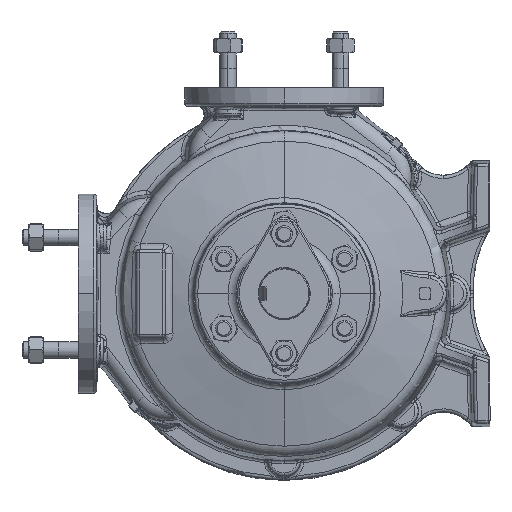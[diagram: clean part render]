
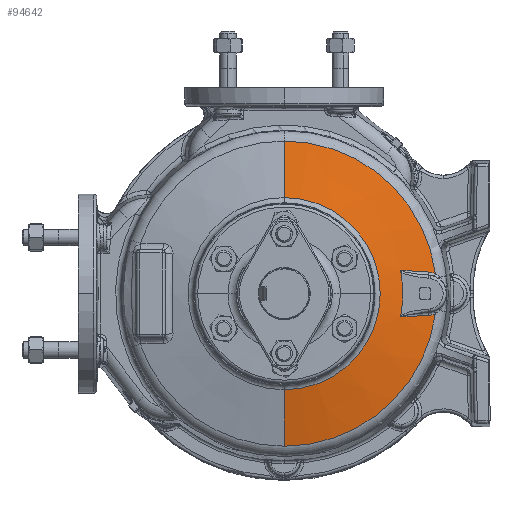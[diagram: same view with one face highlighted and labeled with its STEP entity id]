
A CAD part, left-side view. The second image highlights one B-rep face of the part: STEP entity #94642.
In plain terms, the highlighted conical face has half-angle 77.464 degrees and reference radius 155.545 mm.
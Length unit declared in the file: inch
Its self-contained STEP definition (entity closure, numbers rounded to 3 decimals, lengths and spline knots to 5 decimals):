
#1919 = B_SPLINE_CURVE_WITH_KNOTS ( 'NONE', 3,
 ( #132147, #59216, #121586, #69763, #7293, #80289, #17769, #90725 ),
 .UNSPECIFIED., .F., .F.,
 ( 4, 2, 2, 4 ),
 ( 0., 0.00056, 0.00084, 0.00112 ),
 .UNSPECIFIED. ) ;
#3864 = CARTESIAN_POINT ( 'NONE',  ( -6.499, -5.65162, -0.77108 ) ) ;
#5157 = EDGE_CURVE ( 'NONE', #47341, #76569, #1919, .T. ) ;
#6894 = DIRECTION ( 'NONE',  ( 1., 0., 0. ) ) ;
#7015 = AXIS2_PLACEMENT_3D ( 'NONE', #69345, #6894, #79879 ) ;
#7293 = CARTESIAN_POINT ( 'NONE',  ( -6.77225, -4.39113, 0.86258 ) ) ;
#7305 = VERTEX_POINT ( 'NONE', #47660 ) ;
#9951 = CARTESIAN_POINT ( 'NONE',  ( -6.77051, -4.39641, 0.87621 ) ) ;
#11497 = DIRECTION ( 'NONE',  ( 1., 0., 0. ) ) ;
#15261 = DIRECTION ( 'NONE',  ( 0.217, 0., 0.976 ) ) ;
#16496 = DIRECTION ( 'NONE',  ( -1., 0., 0. ) ) ;
#17769 = CARTESIAN_POINT ( 'NONE',  ( -6.77105, -4.39455, 0.8731 ) ) ;
#19805 = VERTEX_POINT ( 'NONE', #51745 ) ;
#20429 = VECTOR ( 'NONE', #15261, 39.37008 ) ;
#21678 = VERTEX_POINT ( 'NONE', #33772 ) ;
#23661 = CARTESIAN_POINT ( 'NONE',  ( -6.40564, 0., 0. ) ) ;
#23863 = EDGE_CURVE ( 'NONE', #80171, #100200, #97581, .T. ) ;
#25236 = EDGE_CURVE ( 'NONE', #76569, #53310, #61762, .T. ) ;
#25622 = ORIENTED_EDGE ( 'NONE', *, *, #23863, .T. ) ;
#26631 = CARTESIAN_POINT ( 'NONE',  ( -6.77051, -4.39641, -0.87621 ) ) ;
#28842 = CARTESIAN_POINT ( 'NONE',  ( -6.54719, -5.42634, 0.81519 ) ) ;
#31654 = CARTESIAN_POINT ( 'NONE',  ( -6.96285, 0., -3.61783 ) ) ;
#32726 = CARTESIAN_POINT ( 'NONE',  ( -6.49003, 0., 5.74428 ) ) ;
#33494 = CONICAL_SURFACE ( 'NONE', #65673, 6.12382, 1.352 ) ;
#33772 = CARTESIAN_POINT ( 'NONE',  ( -6.77337, -4.39165, -0.83333 ) ) ;
#35082 = VECTOR ( 'NONE', #129267, 39.37008 ) ;
#35220 = CARTESIAN_POINT ( 'NONE',  ( -6.52729, -5.51823, -0.80582 ) ) ;
#36773 = FACE_OUTER_BOUND ( 'NONE', #41992, .T. ) ;
#39214 = CARTESIAN_POINT ( 'NONE',  ( -6.77051, -4.39641, 0.87621 ) ) ;
#40648 = CARTESIAN_POINT ( 'NONE',  ( -6.52729, -5.51823, 0.80582 ) ) ;
#41041 = CARTESIAN_POINT ( 'NONE',  ( -6.6965, -4.73982, -0.85597 ) ) ;
#41385 = CARTESIAN_POINT ( 'NONE',  ( -6.62198, -5.08311, 0.83561 ) ) ;
#41798 = ORIENTED_EDGE ( 'NONE', *, *, #108130, .F. ) ;
#41992 = EDGE_LOOP ( 'NONE', ( #89843, #81472, #76168, #111830, #81951, #128740, #75208, #41798, #115089, #116842, #63174, #25622 ) ) ;
#42787 = EDGE_CURVE ( 'NONE', #58892, #21678, #116897, .T. ) ;
#43322 = CARTESIAN_POINT ( 'NONE',  ( -6.49003, -5.6947, -0.75309 ) ) ;
#45506 = DIRECTION ( 'NONE',  ( -1., 0., 0. ) ) ;
#45546 = CIRCLE ( 'NONE', #7015, 3.61783 ) ;
#45728 = CARTESIAN_POINT ( 'NONE',  ( -6.54719, -5.42634, -0.81519 ) ) ;
#46647 = CARTESIAN_POINT ( 'NONE',  ( -6.77319, -4.38966, -0.8479 ) ) ;
#47341 = VERTEX_POINT ( 'NONE', #79453 ) ;
#47660 = CARTESIAN_POINT ( 'NONE',  ( -6.54719, -5.42634, -0.81519 ) ) ;
#48161 = LINE ( 'NONE', #88186, #20429 ) ;
#50396 = EDGE_CURVE ( 'NONE', #128723, #100200, #48161, .T. ) ;
#51147 = CARTESIAN_POINT ( 'NONE',  ( -6.499, -5.65162, 0.77108 ) ) ;
#51745 = CARTESIAN_POINT ( 'NONE',  ( -6.49003, 0., -5.74428 ) ) ;
#53310 = VERTEX_POINT ( 'NONE', #67633 ) ;
#54377 = CARTESIAN_POINT ( 'NONE',  ( -6.49003, -5.6947, 0.75309 ) ) ;
#57143 = CARTESIAN_POINT ( 'NONE',  ( -6.77337, -4.39165, -0.83333 ) ) ;
#58892 = VERTEX_POINT ( 'NONE', #26631 ) ;
#59216 = CARTESIAN_POINT ( 'NONE',  ( -6.77337, -4.39027, 0.84059 ) ) ;
#61762 = B_SPLINE_CURVE_WITH_KNOTS ( 'NONE', 3,
 ( #9951, #103836, #41385, #114231 ),
 .UNSPECIFIED., .F., .F.,
 ( 4, 4 ),
 ( 0.00035, 0.02716 ),
 .UNSPECIFIED. ) ;
#62686 = CARTESIAN_POINT ( 'NONE',  ( -6.96285, 0., 3.61783 ) ) ;
#63174 = ORIENTED_EDGE ( 'NONE', *, *, #126206, .T. ) ;
#65673 = AXIS2_PLACEMENT_3D ( 'NONE', #23661, #76189, #107109 ) ;
#66978 = CIRCLE ( 'NONE', #97112, 5.74428 ) ;
#67633 = CARTESIAN_POINT ( 'NONE',  ( -6.54719, -5.42634, 0.81519 ) ) ;
#67874 = B_SPLINE_CURVE_WITH_KNOTS ( 'NONE', 3,
 ( #72071, #134479, #41041, #113881 ),
 .UNSPECIFIED., .F., .F.,
 ( 4, 4 ),
 ( 0., 0.02681 ),
 .UNSPECIFIED. ) ;
#69345 = CARTESIAN_POINT ( 'NONE',  ( -6.96285, 0., 0. ) ) ;
#69763 = CARTESIAN_POINT ( 'NONE',  ( -6.77253, -4.39054, 0.85897 ) ) ;
#69838 = EDGE_CURVE ( 'NONE', #19805, #123568, #66978, .T. ) ;
#72071 = CARTESIAN_POINT ( 'NONE',  ( -6.54719, -5.42634, -0.81519 ) ) ;
#73981 = CARTESIAN_POINT ( 'NONE',  ( -6.77337, 0., 0. ) ) ;
#75208 = ORIENTED_EDGE ( 'NONE', *, *, #42787, .T. ) ;
#76168 = ORIENTED_EDGE ( 'NONE', *, *, #112633, .T. ) ;
#76189 = DIRECTION ( 'NONE',  ( 1., 0., 0. ) ) ;
#76569 = VERTEX_POINT ( 'NONE', #39214 ) ;
#76832 = CARTESIAN_POINT ( 'NONE',  ( -6.49003, -5.6947, -0.75309 ) ) ;
#78999 = CARTESIAN_POINT ( 'NONE',  ( -6.49003, 0., 0. ) ) ;
#79453 = CARTESIAN_POINT ( 'NONE',  ( -6.77337, -4.39165, 0.83333 ) ) ;
#79879 = DIRECTION ( 'NONE',  ( 0., 0., -1. ) ) ;
#80171 = VERTEX_POINT ( 'NONE', #54377 ) ;
#80289 = CARTESIAN_POINT ( 'NONE',  ( -6.77151, -4.39311, 0.86962 ) ) ;
#81472 = ORIENTED_EDGE ( 'NONE', *, *, #91763, .T. ) ;
#81951 = ORIENTED_EDGE ( 'NONE', *, *, #88448, .T. ) ;
#82240 = CARTESIAN_POINT ( 'NONE',  ( -6.53708, -5.4727, 0.81243 ) ) ;
#84484 = DIRECTION ( 'NONE',  ( 0., 0., -1. ) ) ;
#84678 = AXIS2_PLACEMENT_3D ( 'NONE', #73981, #11497, #84484 ) ;
#88180 = CARTESIAN_POINT ( 'NONE',  ( -6.77051, -4.39641, -0.87621 ) ) ;
#88186 = CARTESIAN_POINT ( 'NONE',  ( -6.40564, 0., 6.12382 ) ) ;
#88448 = EDGE_CURVE ( 'NONE', #123568, #7305, #92742, .T. ) ;
#89431 = DIRECTION ( 'NONE',  ( 0., 0., 1. ) ) ;
#89843 = ORIENTED_EDGE ( 'NONE', *, *, #50396, .F. ) ;
#90725 = CARTESIAN_POINT ( 'NONE',  ( -6.77051, -4.39641, 0.87621 ) ) ;
#91763 = EDGE_CURVE ( 'NONE', #128723, #97157, #45546, .T. ) ;
#92742 = B_SPLINE_CURVE_WITH_KNOTS ( 'NONE', 3,
 ( #76832, #3864, #97739, #35220, #108167, #45728 ),
 .UNSPECIFIED., .F., .F.,
 ( 4, 2, 4 ),
 ( 0., 0.00357, 0.00715 ),
 .UNSPECIFIED. ) ;
#93981 = B_SPLINE_CURVE_WITH_KNOTS ( 'NONE', 3,
 ( #28842, #82240, #40648, #113505, #51147, #123992 ),
 .UNSPECIFIED., .F., .F.,
 ( 4, 2, 4 ),
 ( 0., 0.00357, 0.00715 ),
 .UNSPECIFIED. ) ;
#94266 = EDGE_CURVE ( 'NONE', #7305, #58892, #67874, .T. ) ;
#94642 = ADVANCED_FACE ( 'NONE', ( #36773 ), #33494, .T. ) ;
#96328 = CIRCLE ( 'NONE', #84678, 4.47001 ) ;
#97112 = AXIS2_PLACEMENT_3D ( 'NONE', #107951, #45506, #118329 ) ;
#97157 = VERTEX_POINT ( 'NONE', #31654 ) ;
#97581 = CIRCLE ( 'NONE', #128029, 5.74428 ) ;
#97739 = CARTESIAN_POINT ( 'NONE',  ( -6.50825, -5.60769, -0.78514 ) ) ;
#98210 = CARTESIAN_POINT ( 'NONE',  ( -6.7716, -4.39266, -0.86996 ) ) ;
#100200 = VERTEX_POINT ( 'NONE', #32726 ) ;
#103836 = CARTESIAN_POINT ( 'NONE',  ( -6.6965, -4.73982, 0.85597 ) ) ;
#107109 = DIRECTION ( 'NONE',  ( 0., 0., -1. ) ) ;
#107951 = CARTESIAN_POINT ( 'NONE',  ( -6.49003, 0., 0. ) ) ;
#108130 = EDGE_CURVE ( 'NONE', #47341, #21678, #96328, .T. ) ;
#108167 = CARTESIAN_POINT ( 'NONE',  ( -6.53708, -5.4727, -0.81243 ) ) ;
#109101 = CARTESIAN_POINT ( 'NONE',  ( -6.77232, -4.39081, -0.86251 ) ) ;
#109249 = CARTESIAN_POINT ( 'NONE',  ( -6.40564, 0., -6.12382 ) ) ;
#111830 = ORIENTED_EDGE ( 'NONE', *, *, #69838, .T. ) ;
#112633 = EDGE_CURVE ( 'NONE', #97157, #19805, #114921, .T. ) ;
#113505 = CARTESIAN_POINT ( 'NONE',  ( -6.50825, -5.60769, 0.78514 ) ) ;
#113881 = CARTESIAN_POINT ( 'NONE',  ( -6.77051, -4.39641, -0.87621 ) ) ;
#114231 = CARTESIAN_POINT ( 'NONE',  ( -6.54719, -5.42634, 0.81519 ) ) ;
#114921 = LINE ( 'NONE', #109249, #35082 ) ;
#115089 = ORIENTED_EDGE ( 'NONE', *, *, #5157, .T. ) ;
#116842 = ORIENTED_EDGE ( 'NONE', *, *, #25236, .T. ) ;
#116897 = B_SPLINE_CURVE_WITH_KNOTS ( 'NONE', 3,
 ( #88180, #98210, #109101, #46647, #119466, #57143 ),
 .UNSPECIFIED., .F., .F.,
 ( 4, 2, 4 ),
 ( -0.00001, 0.00055, 0.00111 ),
 .UNSPECIFIED. ) ;
#118329 = DIRECTION ( 'NONE',  ( 0., 0., 1. ) ) ;
#119466 = CARTESIAN_POINT ( 'NONE',  ( -6.77337, -4.39027, -0.84061 ) ) ;
#121586 = CARTESIAN_POINT ( 'NONE',  ( -6.77319, -4.38966, 0.84795 ) ) ;
#123568 = VERTEX_POINT ( 'NONE', #43322 ) ;
#123992 = CARTESIAN_POINT ( 'NONE',  ( -6.49003, -5.6947, 0.75309 ) ) ;
#126206 = EDGE_CURVE ( 'NONE', #53310, #80171, #93981, .T. ) ;
#128029 = AXIS2_PLACEMENT_3D ( 'NONE', #78999, #16496, #89431 ) ;
#128723 = VERTEX_POINT ( 'NONE', #62686 ) ;
#128740 = ORIENTED_EDGE ( 'NONE', *, *, #94266, .T. ) ;
#129267 = DIRECTION ( 'NONE',  ( 0.217, 0., -0.976 ) ) ;
#132147 = CARTESIAN_POINT ( 'NONE',  ( -6.77337, -4.39165, 0.83333 ) ) ;
#134479 = CARTESIAN_POINT ( 'NONE',  ( -6.62198, -5.08311, -0.83561 ) ) ;
